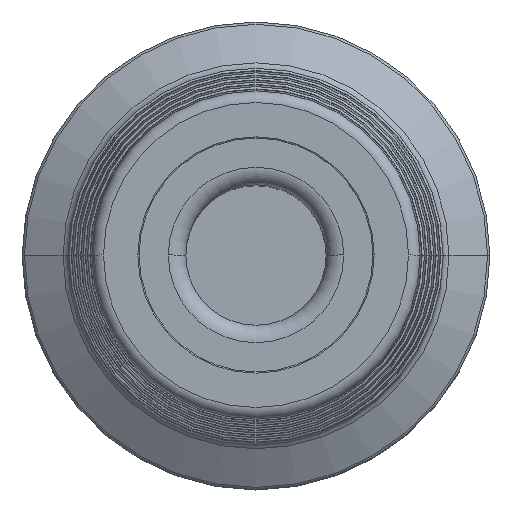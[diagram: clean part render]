
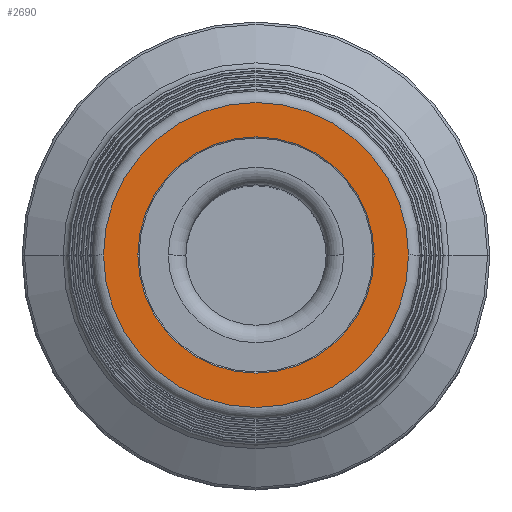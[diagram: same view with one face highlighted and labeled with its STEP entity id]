
A CAD part, top view. The second image highlights one B-rep face of the part: STEP entity #2690.
In plain terms, the highlighted planar face has unit normal (0, 0, 1).
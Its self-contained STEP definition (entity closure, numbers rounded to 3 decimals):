
#1185=CARTESIAN_POINT('',(0.,0.,90.));
#1186=DIRECTION('',(0.,0.,1.));
#1187=DIRECTION('',(1.,0.,0.));
#1188=AXIS2_PLACEMENT_3D('',#1185,#1186,#1187);
#1193=CARTESIAN_POINT('',(0.,0.,90.));
#1194=DIRECTION('',(0.,0.,1.));
#1195=DIRECTION('',(-1.,0.,0.));
#1196=AXIS2_PLACEMENT_3D('',#1193,#1194,#1195);
#1201=CARTESIAN_POINT('',(0.,0.,90.));
#1202=DIRECTION('',(0.,0.,1.));
#1203=DIRECTION('',(1.,0.,0.));
#1204=AXIS2_PLACEMENT_3D('',#1201,#1202,#1203);
#1209=CARTESIAN_POINT('',(0.,0.,90.));
#1210=DIRECTION('',(0.,0.,1.));
#1211=DIRECTION('',(-1.,0.,0.));
#1212=AXIS2_PLACEMENT_3D('',#1209,#1210,#1211);
#1435=CARTESIAN_POINT('',(10.1,0.,90.));
#1436=CARTESIAN_POINT('',(-10.1,0.,90.));
#1437=VERTEX_POINT('',#1435);
#1438=VERTEX_POINT('',#1436);
#1471=CARTESIAN_POINT('',(13.036,0.,90.));
#1472=VERTEX_POINT('',#1471);
#1473=CARTESIAN_POINT('',(-13.036,0.,90.));
#1474=VERTEX_POINT('',#1473);
#2675=CARTESIAN_POINT('',(0.,0.,90.));
#2676=DIRECTION('',(0.,0.,-1.));
#2677=DIRECTION('',(1.,0.,0.));
#2678=AXIS2_PLACEMENT_3D('',#2675,#2676,#2677);
#2679=PLANE('',#2678);
#2680=ORIENTED_EDGE('',*,*,#2668,.F.);
#2681=ORIENTED_EDGE('',*,*,#2657,.F.);
#2682=EDGE_LOOP('',(#2680,#2681));
#2683=FACE_OUTER_BOUND('',#2682,.F.);
#2685=ORIENTED_EDGE('',*,*,#2684,.T.);
#2687=ORIENTED_EDGE('',*,*,#2686,.T.);
#2688=EDGE_LOOP('',(#2685,#2687));
#2689=FACE_BOUND('',#2688,.F.);
#2690=ADVANCED_FACE('',(#2683,#2689),#2679,.F.);
#1189=CIRCLE('',#1188,13.036);
#1197=CIRCLE('',#1196,13.036);
#1205=CIRCLE('',#1204,10.1);
#1213=CIRCLE('',#1212,10.1);
#2657=EDGE_CURVE('',#1474,#1472,#1197,.T.);
#2668=EDGE_CURVE('',#1472,#1474,#1189,.T.);
#2684=EDGE_CURVE('',#1437,#1438,#1205,.T.);
#2686=EDGE_CURVE('',#1438,#1437,#1213,.T.);
